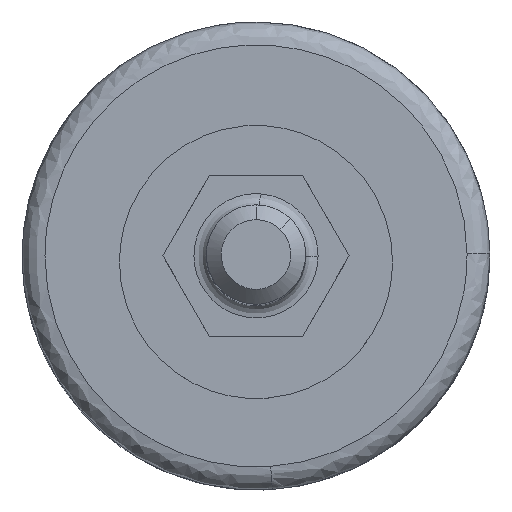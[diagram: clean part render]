
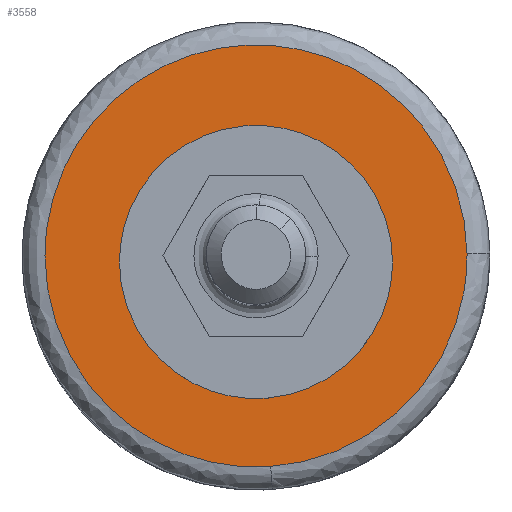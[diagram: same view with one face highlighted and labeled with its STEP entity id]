
A CAD part, top view. The second image highlights one B-rep face of the part: STEP entity #3558.
In plain terms, the highlighted free-form (B-spline) face has degree [1, 1] with [2, 2] control points.
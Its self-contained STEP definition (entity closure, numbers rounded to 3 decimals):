
#2658=CARTESIAN_POINT('',(-0.425,-3.575,12.5));
#2659=VERTEX_POINT('',#2658);
#2665=CARTESIAN_POINT('',(3.6,0.0,12.5));
#2666=VERTEX_POINT('',#2665);
#2667=CARTESIAN_POINT('',(-0.425,-3.575,12.5));
#2668=CARTESIAN_POINT('',(-0.213,-3.6,12.5));
#2669=CARTESIAN_POINT('',(0.0,-3.6,12.5));
#2670=CARTESIAN_POINT('',(3.6,-3.6,12.5));
#2671=CARTESIAN_POINT('',(3.6,0.0,12.5));
#2679=(BOUNDED_CURVE()B_SPLINE_CURVE(2,(#2667,#2668,#2669,#2670,#2671),.UNSPECIFIED.,.F.,.U.)B_SPLINE_CURVE_WITH_KNOTS((3,2,3),(0.23,0.25,0.5),.UNSPECIFIED.)CURVE()GEOMETRIC_REPRESENTATION_ITEM()RATIONAL_B_SPLINE_CURVE((0.956,0.976,1.0,0.707,1.0))REPRESENTATION_ITEM(''));
#2680=EDGE_CURVE('',#2659,#2666,#2679,.T.);
#2682=CARTESIAN_POINT('',(0.22,3.593,12.5));
#2683=VERTEX_POINT('',#2682);
#2684=CARTESIAN_POINT('',(3.6,0.0,12.5));
#2685=CARTESIAN_POINT('',(3.6,3.387,12.5));
#2686=CARTESIAN_POINT('',(0.22,3.593,12.5));
#2694=(BOUNDED_CURVE()B_SPLINE_CURVE(2,(#2684,#2685,#2686),.UNSPECIFIED.,.F.,.U.)B_SPLINE_CURVE_WITH_KNOTS((3,3),(0.5,0.739),.UNSPECIFIED.)CURVE()GEOMETRIC_REPRESENTATION_ITEM()RATIONAL_B_SPLINE_CURVE((1.0,0.72,0.976))REPRESENTATION_ITEM(''));
#2695=EDGE_CURVE('',#2666,#2683,#2694,.T.);
#2769=CARTESIAN_POINT('',(-3.6,0.0,12.5));
#2770=VERTEX_POINT('',#2769);
#2771=CARTESIAN_POINT('',(0.22,3.593,12.5));
#2772=CARTESIAN_POINT('',(0.11,3.6,12.5));
#2773=CARTESIAN_POINT('',(0.0,3.6,12.5));
#2774=CARTESIAN_POINT('',(-3.6,3.6,12.5));
#2775=CARTESIAN_POINT('',(-3.6,0.0,12.5));
#2783=(BOUNDED_CURVE()B_SPLINE_CURVE(2,(#2771,#2772,#2773,#2774,#2775),.UNSPECIFIED.,.F.,.U.)B_SPLINE_CURVE_WITH_KNOTS((3,2,3),(0.739,0.75,1.0),.UNSPECIFIED.)CURVE()GEOMETRIC_REPRESENTATION_ITEM()RATIONAL_B_SPLINE_CURVE((0.976,0.988,1.0,0.707,1.0))REPRESENTATION_ITEM(''));
#2784=EDGE_CURVE('',#2683,#2770,#2783,.T.);
#2786=CARTESIAN_POINT('',(-3.6,0.0,12.5));
#2787=CARTESIAN_POINT('',(-3.6,-3.197,12.5));
#2788=CARTESIAN_POINT('',(-0.425,-3.575,12.5));
#2796=(BOUNDED_CURVE()B_SPLINE_CURVE(2,(#2786,#2787,#2788),.UNSPECIFIED.,.F.,.U.)B_SPLINE_CURVE_WITH_KNOTS((3,3),(0.0,0.23),.UNSPECIFIED.)CURVE()GEOMETRIC_REPRESENTATION_ITEM()RATIONAL_B_SPLINE_CURVE((1.0,0.731,0.956))REPRESENTATION_ITEM(''));
#2797=EDGE_CURVE('',#2770,#2659,#2796,.T.);
#3403=CARTESIAN_POINT('',(-17.0,0.0,12.5));
#3404=VERTEX_POINT('',#3403);
#3405=CARTESIAN_POINT('',(1.185,-16.959,12.5));
#3406=VERTEX_POINT('',#3405);
#3407=CARTESIAN_POINT('',(-17.0,0.0,12.5));
#3408=CARTESIAN_POINT('',(-17.,-17.,12.5));
#3409=CARTESIAN_POINT('',(0.0,-17.0,12.5));
#3410=CARTESIAN_POINT('',(0.593,-17.,12.5));
#3411=CARTESIAN_POINT('',(1.185,-16.959,12.5));
#3419=(BOUNDED_CURVE()B_SPLINE_CURVE(2,(#3407,#3408,#3409,#3410,#3411),.UNSPECIFIED.,.F.,.U.)B_SPLINE_CURVE_WITH_KNOTS((3,2,3),(0.0,0.25,0.262),.UNSPECIFIED.)CURVE()GEOMETRIC_REPRESENTATION_ITEM()RATIONAL_B_SPLINE_CURVE((1.0,0.707,1.0,0.986,0.973))REPRESENTATION_ITEM(''));
#3420=EDGE_CURVE('',#3404,#3406,#3419,.T.);
#3422=CARTESIAN_POINT('',(16.999,0.214,12.5));
#3423=VERTEX_POINT('',#3422);
#3424=CARTESIAN_POINT('',(16.999,0.214,12.5));
#3425=CARTESIAN_POINT('',(16.788,17.,12.5));
#3426=CARTESIAN_POINT('',(0.0,17.0,12.5));
#3427=CARTESIAN_POINT('',(-17.,17.,12.5));
#3428=CARTESIAN_POINT('',(-17.0,0.0,12.5));
#3436=(BOUNDED_CURVE()B_SPLINE_CURVE(2,(#3424,#3425,#3426,#3427,#3428),.UNSPECIFIED.,.F.,.U.)B_SPLINE_CURVE_WITH_KNOTS((3,2,3),(0.502,0.75,1.0),.UNSPECIFIED.)CURVE()GEOMETRIC_REPRESENTATION_ITEM()RATIONAL_B_SPLINE_CURVE((0.995,0.71,1.0,0.707,1.0))REPRESENTATION_ITEM(''));
#3437=EDGE_CURVE('',#3423,#3404,#3436,.T.);
#3489=CARTESIAN_POINT('',(17.0,0.0,12.5));
#3490=VERTEX_POINT('',#3489);
#3491=CARTESIAN_POINT('',(1.185,-16.959,12.5));
#3492=CARTESIAN_POINT('',(17.,-15.853,12.5));
#3493=CARTESIAN_POINT('',(17.0,0.0,12.5));
#3501=(BOUNDED_CURVE()B_SPLINE_CURVE(2,(#3491,#3492,#3493),.UNSPECIFIED.,.F.,.U.)B_SPLINE_CURVE_WITH_KNOTS((3,3),(0.262,0.5),.UNSPECIFIED.)CURVE()GEOMETRIC_REPRESENTATION_ITEM()RATIONAL_B_SPLINE_CURVE((0.973,0.721,1.0))REPRESENTATION_ITEM(''));
#3502=EDGE_CURVE('',#3406,#3490,#3501,.T.);
#3508=CARTESIAN_POINT('',(17.0,0.0,12.5));
#3509=CARTESIAN_POINT('',(17.,0.107,12.5));
#3510=CARTESIAN_POINT('',(16.999,0.214,12.5));
#3518=(BOUNDED_CURVE()B_SPLINE_CURVE(2,(#3508,#3509,#3510),.UNSPECIFIED.,.F.,.U.)B_SPLINE_CURVE_WITH_KNOTS((3,3),(0.5,0.502),.UNSPECIFIED.)CURVE()GEOMETRIC_REPRESENTATION_ITEM()RATIONAL_B_SPLINE_CURVE((1.0,0.997,0.995))REPRESENTATION_ITEM(''));
#3519=EDGE_CURVE('',#3490,#3423,#3518,.T.);
#3541=CARTESIAN_POINT('',(-18.698,18.698,12.5));
#3542=CARTESIAN_POINT('',(18.698,18.698,12.5));
#3543=CARTESIAN_POINT('',(-18.698,-18.696,12.5));
#3544=CARTESIAN_POINT('',(18.698,-18.696,12.5));
#3545=B_SPLINE_SURFACE_WITH_KNOTS('',1,1,((#3541,#3543),(#3542,#3544)),.UNSPECIFIED.,.F.,.F.,.U.,(2,2),(2,2),(0.0,37.397),(0.0,37.394),.UNSPECIFIED.);
#3546=ORIENTED_EDGE('',*,*,#3420,.T.);
#3547=ORIENTED_EDGE('',*,*,#3502,.T.);
#3548=ORIENTED_EDGE('',*,*,#3519,.T.);
#3549=ORIENTED_EDGE('',*,*,#3437,.T.);
#3550=EDGE_LOOP('',(#3546,#3547,#3548,#3549));
#3551=FACE_OUTER_BOUND('',#3550,.T.);
#3552=ORIENTED_EDGE('',*,*,#2695,.F.);
#3553=ORIENTED_EDGE('',*,*,#2680,.F.);
#3554=ORIENTED_EDGE('',*,*,#2797,.F.);
#3555=ORIENTED_EDGE('',*,*,#2784,.F.);
#3556=EDGE_LOOP('',(#3552,#3553,#3554,#3555));
#3557=FACE_BOUND('',#3556,.T.);
#3558=ADVANCED_FACE('',(#3551,#3557),#3545,.F.);
